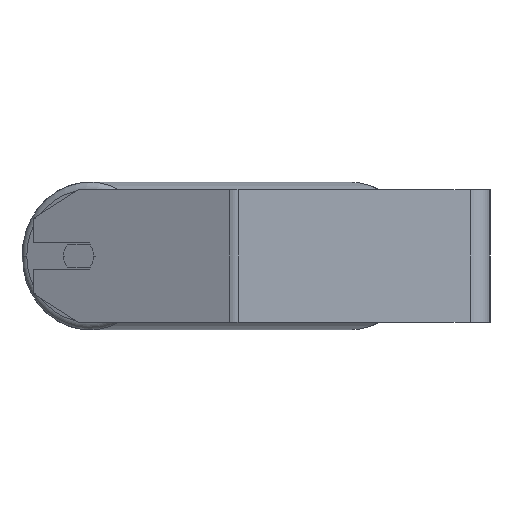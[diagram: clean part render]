
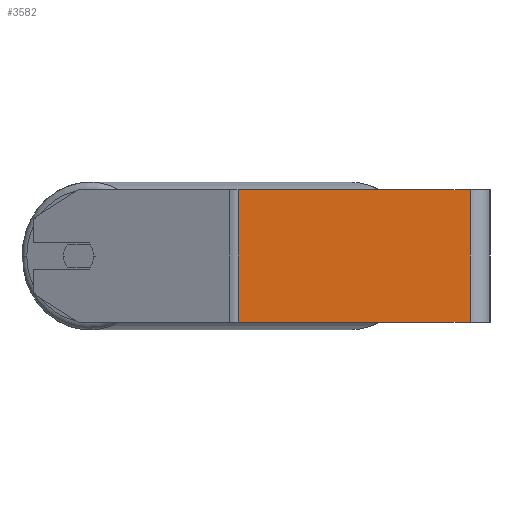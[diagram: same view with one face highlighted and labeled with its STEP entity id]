
A CAD part, left-side view. The second image highlights one B-rep face of the part: STEP entity #3582.
In plain terms, the highlighted planar face has unit normal (-1, 0, 0).
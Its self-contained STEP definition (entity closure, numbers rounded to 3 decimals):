
#496 = CARTESIAN_POINT ( 'NONE',  ( -420., 151.438, 40. ) ) ;
#543 = VECTOR ( 'NONE', #4689, 1000. ) ;
#617 = PLANE ( 'NONE',  #1833 ) ;
#753 = ORIENTED_EDGE ( 'NONE', *, *, #5879, .T. ) ;
#1147 = VECTOR ( 'NONE', #4990, 1000. ) ;
#1389 = CARTESIAN_POINT ( 'NONE',  ( -420., 151.438, 40. ) ) ;
#1480 = CARTESIAN_POINT ( 'NONE',  ( -420., 12., 40. ) ) ;
#1833 = AXIS2_PLACEMENT_3D ( 'NONE', #6669, #3316, #2871 ) ;
#2009 = EDGE_CURVE ( 'NONE', #7239, #3448, #2704, .T. ) ;
#2152 = ORIENTED_EDGE ( 'NONE', *, *, #2009, .F. ) ;
#2460 = VERTEX_POINT ( 'NONE', #3427 ) ;
#2704 = LINE ( 'NONE', #3769, #3596 ) ;
#2734 = DIRECTION ( 'NONE',  ( 0., -1., 0. ) ) ;
#2871 = DIRECTION ( 'NONE',  ( 0., 0., -1. ) ) ;
#3266 = VECTOR ( 'NONE', #4362, 1000. ) ;
#3316 = DIRECTION ( 'NONE',  ( 1., 0., 0. ) ) ;
#3423 = FACE_OUTER_BOUND ( 'NONE', #6824, .T. ) ;
#3427 = CARTESIAN_POINT ( 'NONE',  ( -420., 12., -40. ) ) ;
#3448 = VERTEX_POINT ( 'NONE', #1480 ) ;
#3508 = LINE ( 'NONE', #4134, #543 ) ;
#3582 = ADVANCED_FACE ( 'NONE', ( #3423 ), #617, .F. ) ;
#3596 = VECTOR ( 'NONE', #2734, 1000. ) ;
#3769 = CARTESIAN_POINT ( 'NONE',  ( -420., 154.099, 40. ) ) ;
#3920 = ORIENTED_EDGE ( 'NONE', *, *, #4567, .F. ) ;
#4134 = CARTESIAN_POINT ( 'NONE',  ( -420., 12., 40. ) ) ;
#4362 = DIRECTION ( 'NONE',  ( 0., -1., 0. ) ) ;
#4464 = CARTESIAN_POINT ( 'NONE',  ( -420., 154.099, -40. ) ) ;
#4567 = EDGE_CURVE ( 'NONE', #3448, #2460, #3508, .T. ) ;
#4658 = VERTEX_POINT ( 'NONE', #6080 ) ;
#4689 = DIRECTION ( 'NONE',  ( 0., 0., -1. ) ) ;
#4990 = DIRECTION ( 'NONE',  ( 0., 0., -1. ) ) ;
#5190 = EDGE_CURVE ( 'NONE', #7239, #4658, #7208, .T. ) ;
#5879 = EDGE_CURVE ( 'NONE', #4658, #2460, #6089, .T. ) ;
#6080 = CARTESIAN_POINT ( 'NONE',  ( -420., 151.438, -40. ) ) ;
#6089 = LINE ( 'NONE', #4464, #3266 ) ;
#6669 = CARTESIAN_POINT ( 'NONE',  ( -420., 154.099, 40. ) ) ;
#6824 = EDGE_LOOP ( 'NONE', ( #753, #3920, #2152, #7219 ) ) ;
#7208 = LINE ( 'NONE', #496, #1147 ) ;
#7219 = ORIENTED_EDGE ( 'NONE', *, *, #5190, .T. ) ;
#7239 = VERTEX_POINT ( 'NONE', #1389 ) ;
